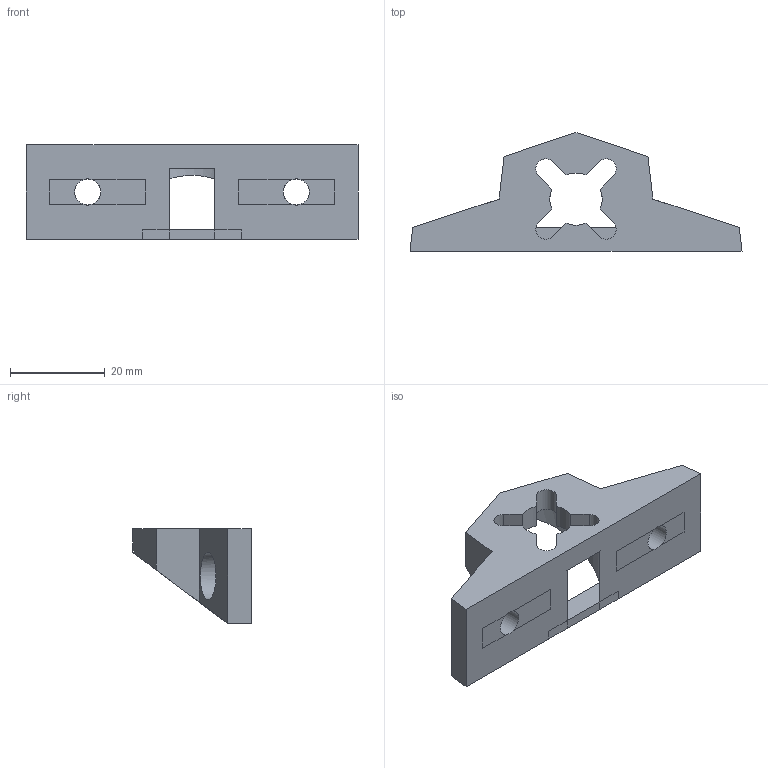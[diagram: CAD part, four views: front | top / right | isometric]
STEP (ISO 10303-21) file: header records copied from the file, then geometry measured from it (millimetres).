
FILE_DESCRIPTION(('FreeCAD Model'),'2;1');
FILE_NAME('Open CASCADE Shape Model','2022-03-06T19:43:02',('Author'),( ''),'Open CASCADE STEP processor 7.5','FreeCAD','Unknown');
FILE_SCHEMA(('AUTOMOTIVE_DESIGN { 1 0 10303 214 1 1 1 1 }'));
Length unit declared in the file: millimetre
Products named in the file (1): z-nut-2
Bounding box: 70 x 25 x 20 mm (x, y, z)
Volume: 10555 mm3; surface area: 5699.4 mm2
Topology: 1 solids, 1 shells, 50 faces, 138 edges, 90 vertices
Faces by surface type: plane 36, cylinder 14
Full cylindrical faces by diameter (mm): 5.5 x2, 10 x2
Entity records: 3546 total; most frequent: CARTESIAN_POINT 725, DIRECTION 538, LINE 328, VECTOR 328, ORIENTED_EDGE 276, PCURVE 276, DEFINITIONAL_REPRESENTATION 276, EDGE_CURVE 138
